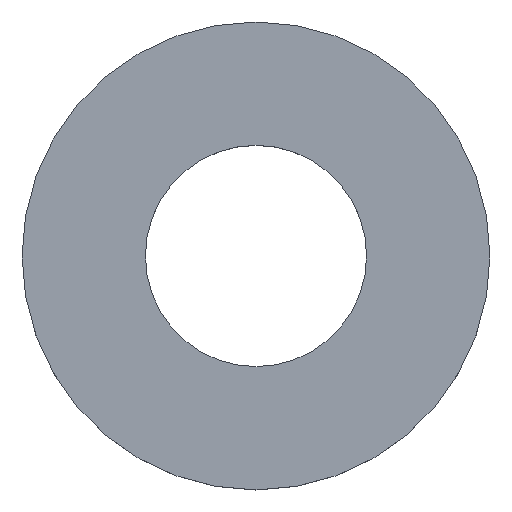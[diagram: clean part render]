
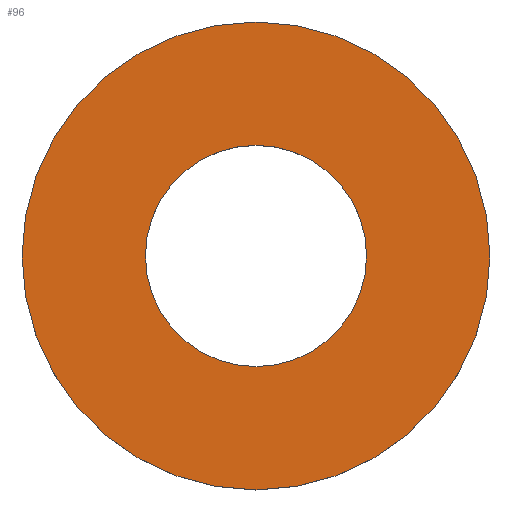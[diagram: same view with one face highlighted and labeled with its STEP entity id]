
A CAD part, top view. The second image highlights one B-rep face of the part: STEP entity #96.
In plain terms, the highlighted planar face has unit normal (0, 0, 1).
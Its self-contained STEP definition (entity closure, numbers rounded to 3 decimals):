
#5 = CARTESIAN_POINT ( 'NONE',  ( 0., 0., 1. ) ) ;
#14 = ORIENTED_EDGE ( 'NONE', *, *, #100, .F. ) ;
#20 = AXIS2_PLACEMENT_3D ( 'NONE', #21, #187, #166 ) ;
#21 = CARTESIAN_POINT ( 'NONE',  ( 0., 0., 1. ) ) ;
#38 = VERTEX_POINT ( 'NONE', #165 ) ;
#42 = VERTEX_POINT ( 'NONE', #130 ) ;
#43 = PLANE ( 'NONE',  #123 ) ;
#54 = CARTESIAN_POINT ( 'NONE',  ( 0., 0., 1. ) ) ;
#55 = DIRECTION ( 'NONE',  ( 1., 0., 0. ) ) ;
#57 = VERTEX_POINT ( 'NONE', #177 ) ;
#59 = CIRCLE ( 'NONE', #20, 5.5 ) ;
#65 = FACE_OUTER_BOUND ( 'NONE', #200, .T. ) ;
#69 = CARTESIAN_POINT ( 'NONE',  ( 5.5, 0., 1. ) ) ;
#72 = DIRECTION ( 'NONE',  ( 1., 0., 0. ) ) ;
#96 = ADVANCED_FACE ( 'NONE', ( #65, #149 ), #43, .T. ) ;
#99 = EDGE_CURVE ( 'NONE', #180, #57, #142, .T. ) ;
#100 = EDGE_CURVE ( 'NONE', #38, #42, #158, .T. ) ;
#119 = DIRECTION ( 'NONE',  ( 0., 0., 1. ) ) ;
#123 = AXIS2_PLACEMENT_3D ( 'NONE', #183, #206, #151 ) ;
#130 = CARTESIAN_POINT ( 'NONE',  ( -2.6, 0., 1. ) ) ;
#137 = ORIENTED_EDGE ( 'NONE', *, *, #203, .F. ) ;
#139 = DIRECTION ( 'NONE',  ( 1., 0., 0. ) ) ;
#142 = CIRCLE ( 'NONE', #157, 5.5 ) ;
#149 = FACE_BOUND ( 'NONE', #159, .T. ) ;
#150 = DIRECTION ( 'NONE',  ( 0., 0., 1. ) ) ;
#151 = DIRECTION ( 'NONE',  ( 1., 0., 0. ) ) ;
#157 = AXIS2_PLACEMENT_3D ( 'NONE', #5, #150, #139 ) ;
#158 = CIRCLE ( 'NONE', #205, 2.6 ) ;
#159 = EDGE_LOOP ( 'NONE', ( #137, #14 ) ) ;
#161 = AXIS2_PLACEMENT_3D ( 'NONE', #188, #119, #55 ) ;
#162 = EDGE_CURVE ( 'NONE', #57, #180, #59, .T. ) ;
#165 = CARTESIAN_POINT ( 'NONE',  ( 2.6, 0., 1. ) ) ;
#166 = DIRECTION ( 'NONE',  ( 1., 0., 0. ) ) ;
#177 = CARTESIAN_POINT ( 'NONE',  ( -5.5, 0., 1. ) ) ;
#180 = VERTEX_POINT ( 'NONE', #69 ) ;
#183 = CARTESIAN_POINT ( 'NONE',  ( 0., 0., 1. ) ) ;
#184 = DIRECTION ( 'NONE',  ( 0., 0., 1. ) ) ;
#187 = DIRECTION ( 'NONE',  ( 0., 0., 1. ) ) ;
#188 = CARTESIAN_POINT ( 'NONE',  ( 0., 0., 1. ) ) ;
#191 = ORIENTED_EDGE ( 'NONE', *, *, #99, .T. ) ;
#195 = ORIENTED_EDGE ( 'NONE', *, *, #162, .T. ) ;
#197 = CIRCLE ( 'NONE', #161, 2.6 ) ;
#200 = EDGE_LOOP ( 'NONE', ( #195, #191 ) ) ;
#203 = EDGE_CURVE ( 'NONE', #42, #38, #197, .T. ) ;
#205 = AXIS2_PLACEMENT_3D ( 'NONE', #54, #184, #72 ) ;
#206 = DIRECTION ( 'NONE',  ( 0., 0., 1. ) ) ;
